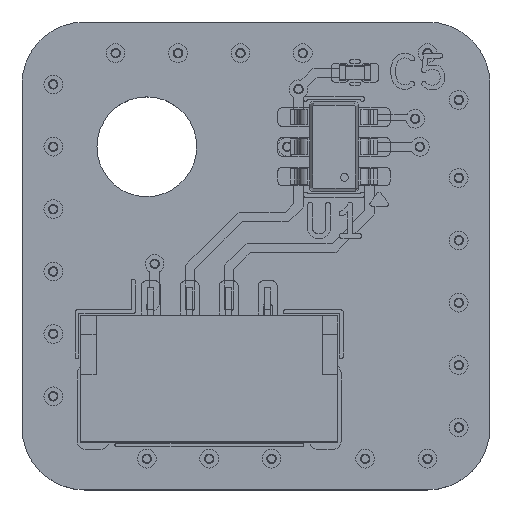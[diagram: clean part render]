
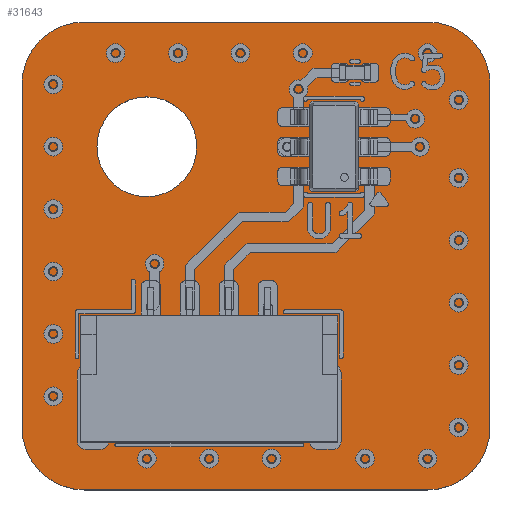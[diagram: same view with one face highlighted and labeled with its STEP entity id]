
A CAD part, top view. The second image highlights one B-rep face of the part: STEP entity #31643.
In plain terms, the highlighted planar face has unit normal (0, 0, 1).
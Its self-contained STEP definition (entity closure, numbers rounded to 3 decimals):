
#31483 = VERTEX_POINT('',#31484);
#31484 = CARTESIAN_POINT('',(110.,-80.,1.51));
#31490 = EDGE_CURVE('',#31483,#31491,#31493,.T.);
#31491 = VERTEX_POINT('',#31492);
#31492 = CARTESIAN_POINT('',(112.,-82.,1.51));
#31493 = CIRCLE('',#31494,2.);
#31494 = AXIS2_PLACEMENT_3D('',#31495,#31496,#31497);
#31495 = CARTESIAN_POINT('',(110.,-82.,1.51));
#31496 = DIRECTION('',(0.,0.,-1.));
#31497 = DIRECTION('',(0.,1.,0.));
#31525 = VERTEX_POINT('',#31526);
#31526 = CARTESIAN_POINT('',(99.,-80.,1.51));
#31532 = EDGE_CURVE('',#31525,#31483,#31533,.T.);
#31533 = LINE('',#31534,#31535);
#31534 = CARTESIAN_POINT('',(99.,-80.,1.51));
#31535 = VECTOR('',#31536,1.);
#31536 = DIRECTION('',(1.,0.,0.));
#31554 = EDGE_CURVE('',#31491,#31555,#31557,.T.);
#31555 = VERTEX_POINT('',#31556);
#31556 = CARTESIAN_POINT('',(112.,-93.,1.51));
#31557 = LINE('',#31558,#31559);
#31558 = CARTESIAN_POINT('',(112.,-82.,1.51));
#31559 = VECTOR('',#31560,1.);
#31560 = DIRECTION('',(0.,-1.,0.));
#31643 = ADVANCED_FACE('',(#31644,#31690),#31701,.T.);
#31644 = FACE_BOUND('',#31645,.T.);
#31645 = EDGE_LOOP('',(#31646,#31647,#31648,#31657,#31665,#31674,#31682,
    #31689));
#31646 = ORIENTED_EDGE('',*,*,#31490,.F.);
#31647 = ORIENTED_EDGE('',*,*,#31532,.F.);
#31648 = ORIENTED_EDGE('',*,*,#31649,.F.);
#31649 = EDGE_CURVE('',#31650,#31525,#31652,.T.);
#31650 = VERTEX_POINT('',#31651);
#31651 = CARTESIAN_POINT('',(97.,-82.,1.51));
#31652 = CIRCLE('',#31653,2.);
#31653 = AXIS2_PLACEMENT_3D('',#31654,#31655,#31656);
#31654 = CARTESIAN_POINT('',(99.,-82.,1.51));
#31655 = DIRECTION('',(0.,0.,-1.));
#31656 = DIRECTION('',(-1.,0.,-0.));
#31657 = ORIENTED_EDGE('',*,*,#31658,.F.);
#31658 = EDGE_CURVE('',#31659,#31650,#31661,.T.);
#31659 = VERTEX_POINT('',#31660);
#31660 = CARTESIAN_POINT('',(97.,-93.,1.51));
#31661 = LINE('',#31662,#31663);
#31662 = CARTESIAN_POINT('',(97.,-93.,1.51));
#31663 = VECTOR('',#31664,1.);
#31664 = DIRECTION('',(0.,1.,0.));
#31665 = ORIENTED_EDGE('',*,*,#31666,.F.);
#31666 = EDGE_CURVE('',#31667,#31659,#31669,.T.);
#31667 = VERTEX_POINT('',#31668);
#31668 = CARTESIAN_POINT('',(99.,-95.,1.51));
#31669 = CIRCLE('',#31670,2.);
#31670 = AXIS2_PLACEMENT_3D('',#31671,#31672,#31673);
#31671 = CARTESIAN_POINT('',(99.,-93.,1.51));
#31672 = DIRECTION('',(0.,0.,-1.));
#31673 = DIRECTION('',(0.,-1.,0.));
#31674 = ORIENTED_EDGE('',*,*,#31675,.F.);
#31675 = EDGE_CURVE('',#31676,#31667,#31678,.T.);
#31676 = VERTEX_POINT('',#31677);
#31677 = CARTESIAN_POINT('',(110.,-95.,1.51));
#31678 = LINE('',#31679,#31680);
#31679 = CARTESIAN_POINT('',(110.,-95.,1.51));
#31680 = VECTOR('',#31681,1.);
#31681 = DIRECTION('',(-1.,0.,0.));
#31682 = ORIENTED_EDGE('',*,*,#31683,.F.);
#31683 = EDGE_CURVE('',#31555,#31676,#31684,.T.);
#31684 = CIRCLE('',#31685,2.);
#31685 = AXIS2_PLACEMENT_3D('',#31686,#31687,#31688);
#31686 = CARTESIAN_POINT('',(110.,-93.,1.51));
#31687 = DIRECTION('',(0.,0.,-1.));
#31688 = DIRECTION('',(1.,0.,0.));
#31689 = ORIENTED_EDGE('',*,*,#31554,.F.);
#31690 = FACE_BOUND('',#31691,.T.);
#31691 = EDGE_LOOP('',(#31692));
#31692 = ORIENTED_EDGE('',*,*,#31693,.T.);
#31693 = EDGE_CURVE('',#31694,#31694,#31696,.T.);
#31694 = VERTEX_POINT('',#31695);
#31695 = CARTESIAN_POINT('',(101.,-85.6,1.51));
#31696 = CIRCLE('',#31697,1.6);
#31697 = AXIS2_PLACEMENT_3D('',#31698,#31699,#31700);
#31698 = CARTESIAN_POINT('',(101.,-84.,1.51));
#31699 = DIRECTION('',(-0.,0.,-1.));
#31700 = DIRECTION('',(-0.,-1.,0.));
#31701 = PLANE('',#31702);
#31702 = AXIS2_PLACEMENT_3D('',#31703,#31704,#31705);
#31703 = CARTESIAN_POINT('',(0.,0.,1.51));
#31704 = DIRECTION('',(0.,0.,1.));
#31705 = DIRECTION('',(1.,0.,-0.));
